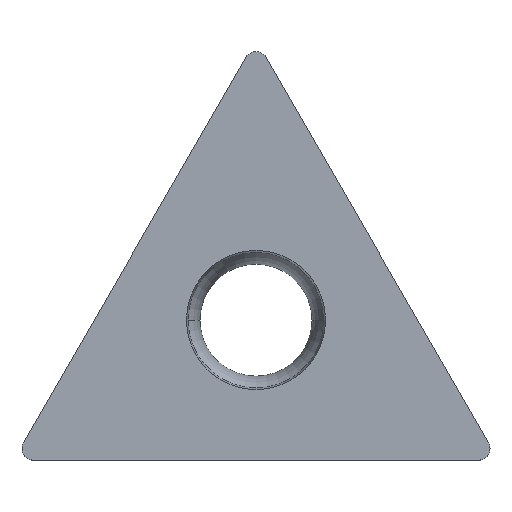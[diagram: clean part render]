
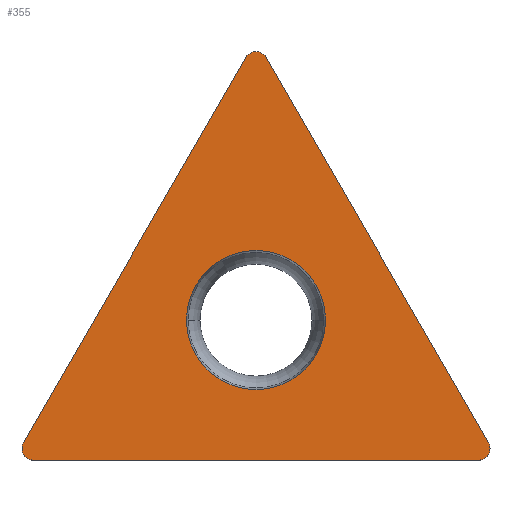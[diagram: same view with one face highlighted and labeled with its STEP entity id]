
A CAD part, top view. The second image highlights one B-rep face of the part: STEP entity #355.
In plain terms, the highlighted planar face has unit normal (0, 0, 1).
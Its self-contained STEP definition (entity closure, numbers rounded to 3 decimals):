
#49=DIRECTION('',(-1.,0.,0.));
#50=VECTOR('',#49,15.103);
#51=CARTESIAN_POINT('',(15.796,0.,0.));
#52=LINE('',#51,#50);
#57=CARTESIAN_POINT('',(0.693,0.4,0.));
#58=DIRECTION('',(0.,0.,1.));
#59=DIRECTION('',(-0.866,0.5,0.));
#60=AXIS2_PLACEMENT_3D('',#57,#58,#59);
#65=DIRECTION('',(0.5,0.866,0.));
#66=VECTOR('',#65,15.103);
#67=CARTESIAN_POINT('',(0.346,0.6,0.));
#68=LINE('',#67,#66);
#72=CARTESIAN_POINT('',(8.245,13.48,0.));
#73=DIRECTION('',(0.,0.,1.));
#74=DIRECTION('',(0.866,0.5,0.));
#75=AXIS2_PLACEMENT_3D('',#72,#73,#74);
#80=DIRECTION('',(0.5,-0.866,0.));
#81=VECTOR('',#80,15.103);
#82=CARTESIAN_POINT('',(8.591,13.68,0.));
#83=LINE('',#82,#81);
#87=CARTESIAN_POINT('',(15.796,0.4,0.));
#88=DIRECTION('',(0.,0.,1.));
#89=DIRECTION('',(0.,-1.,0.));
#90=AXIS2_PLACEMENT_3D('',#87,#88,#89);
#95=CARTESIAN_POINT('',(8.245,4.76,0.));
#96=DIRECTION('',(0.,0.,-1.));
#97=DIRECTION('',(-1.,0.,0.));
#98=AXIS2_PLACEMENT_3D('',#95,#96,#97);
#103=CARTESIAN_POINT('',(8.245,4.76,0.));
#104=DIRECTION('',(0.,0.,-1.));
#105=DIRECTION('',(1.,0.,0.));
#106=AXIS2_PLACEMENT_3D('',#103,#104,#105);
#290=CARTESIAN_POINT('',(15.796,0.,0.));
#291=CARTESIAN_POINT('',(0.693,0.,0.));
#292=VERTEX_POINT('',#290);
#293=VERTEX_POINT('',#291);
#294=CARTESIAN_POINT('',(8.591,13.68,0.));
#295=CARTESIAN_POINT('',(16.143,0.6,0.));
#296=VERTEX_POINT('',#294);
#297=VERTEX_POINT('',#295);
#298=CARTESIAN_POINT('',(0.346,0.6,0.));
#299=CARTESIAN_POINT('',(7.898,13.68,0.));
#300=VERTEX_POINT('',#298);
#301=VERTEX_POINT('',#299);
#322=CARTESIAN_POINT('',(5.88,4.76,0.));
#323=CARTESIAN_POINT('',(10.61,4.76,0.));
#324=VERTEX_POINT('',#322);
#325=VERTEX_POINT('',#323);
#330=CARTESIAN_POINT('',(0.,0.,0.));
#331=DIRECTION('',(0.,0.,1.));
#332=DIRECTION('',(1.,0.,0.));
#333=AXIS2_PLACEMENT_3D('',#330,#331,#332);
#334=PLANE('',#333);
#336=ORIENTED_EDGE('',*,*,#335,.T.);
#338=ORIENTED_EDGE('',*,*,#337,.F.);
#340=ORIENTED_EDGE('',*,*,#339,.T.);
#342=ORIENTED_EDGE('',*,*,#341,.F.);
#344=ORIENTED_EDGE('',*,*,#343,.T.);
#346=ORIENTED_EDGE('',*,*,#345,.F.);
#347=EDGE_LOOP('',(#336,#338,#340,#342,#344,#346));
#348=FACE_OUTER_BOUND('',#347,.F.);
#350=ORIENTED_EDGE('',*,*,#349,.F.);
#352=ORIENTED_EDGE('',*,*,#351,.F.);
#353=EDGE_LOOP('',(#350,#352));
#354=FACE_BOUND('',#353,.F.);
#61=CIRCLE('',#60,0.4);
#76=CIRCLE('',#75,0.4);
#91=CIRCLE('',#90,0.4);
#99=CIRCLE('',#98,2.365);
#107=CIRCLE('',#106,2.365);
#335=EDGE_CURVE('',#292,#293,#52,.T.);
#337=EDGE_CURVE('',#300,#293,#61,.T.);
#339=EDGE_CURVE('',#300,#301,#68,.T.);
#341=EDGE_CURVE('',#296,#301,#76,.T.);
#343=EDGE_CURVE('',#296,#297,#83,.T.);
#345=EDGE_CURVE('',#292,#297,#91,.T.);
#349=EDGE_CURVE('',#324,#325,#99,.T.);
#351=EDGE_CURVE('',#325,#324,#107,.T.);
#355=ADVANCED_FACE('',(#348,#354),#334,.T.);
